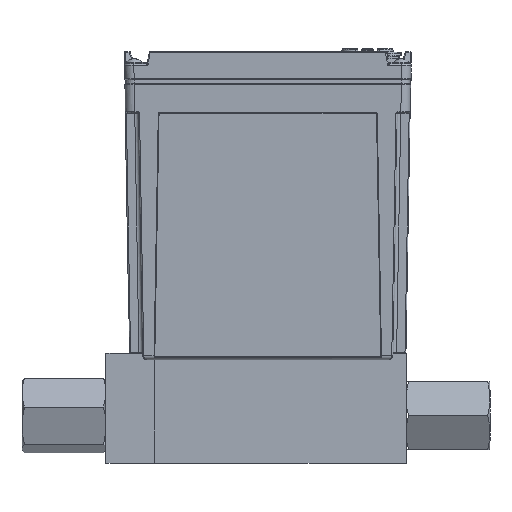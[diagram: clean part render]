
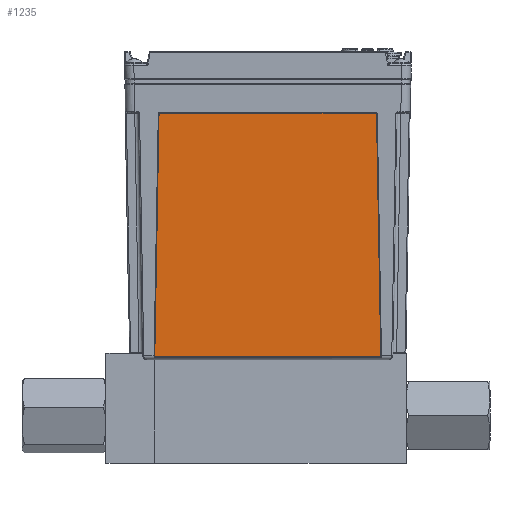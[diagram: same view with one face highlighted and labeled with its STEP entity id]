
A CAD part, top view. The second image highlights one B-rep face of the part: STEP entity #1235.
In plain terms, the highlighted planar face has unit normal (0, -0.018, 1).
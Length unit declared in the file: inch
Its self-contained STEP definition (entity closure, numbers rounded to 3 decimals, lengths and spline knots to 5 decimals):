
#342 = LINE ( 'NONE', #344, #27280 ) ;
#344 = CARTESIAN_POINT ( 'NONE',  ( -2.6965, 4.63895, 1.02987 ) ) ;
#345 = DIRECTION ( 'NONE',  ( -0.017, -1., -0.017 ) ) ;
#918 = EDGE_CURVE ( 'NONE', #35031, #34899, #342, .T. ) ;
#1235 = ADVANCED_FACE ( 'NONE', ( #37304 ), #37319, .T. ) ;
#1456 = EDGE_CURVE ( 'NONE', #35101, #34994, #8462, .T. ) ;
#1508 = VECTOR ( 'NONE', #36999, 39.37008 ) ;
#1683 = CIRCLE ( 'NONE', #1685, 0.02 ) ;
#1685 = AXIS2_PLACEMENT_3D ( 'NONE', #18522, #18499, #18543 ) ;
#2361 = AXIS2_PLACEMENT_3D ( 'NONE', #14880, #14377, #14702 ) ;
#2792 = ORIENTED_EDGE ( 'NONE', *, *, #9141, .T. ) ;
#2800 = ORIENTED_EDGE ( 'NONE', *, *, #9346, .T. ) ;
#3065 = ORIENTED_EDGE ( 'NONE', *, *, #918, .T. ) ;
#3196 = ORIENTED_EDGE ( 'NONE', *, *, #1456, .T. ) ;
#3221 = ORIENTED_EDGE ( 'NONE', *, *, #9031, .T. ) ;
#3239 = ORIENTED_EDGE ( 'NONE', *, *, #8916, .T. ) ;
#3247 = ORIENTED_EDGE ( 'NONE', *, *, #9452, .T. ) ;
#3271 = ORIENTED_EDGE ( 'NONE', *, *, #9705, .T. ) ;
#6245 = AXIS2_PLACEMENT_3D ( 'NONE', #20195, #20196, #20197 ) ;
#6439 = CIRCLE ( 'NONE', #6245, 0.02 ) ;
#8341 = AXIS2_PLACEMENT_3D ( 'NONE', #20053, #19707, #19496 ) ;
#8462 = CIRCLE ( 'NONE', #8341, 0.02 ) ;
#8916 = EDGE_CURVE ( 'NONE', #34899, #34945, #6439, .T. ) ;
#9031 = EDGE_CURVE ( 'NONE', #35007, #35101, #32193, .T. ) ;
#9141 = EDGE_CURVE ( 'NONE', #35069, #35007, #13221, .T. ) ;
#9346 = EDGE_CURVE ( 'NONE', #34945, #35069, #12120, .T. ) ;
#9452 = EDGE_CURVE ( 'NONE', #34994, #34956, #37548, .T. ) ;
#9705 = EDGE_CURVE ( 'NONE', #34956, #35031, #1683, .T. ) ;
#10001 = CARTESIAN_POINT ( 'NONE',  ( -2.76314, 0.82988, 0.96339 ) ) ;
#10067 = CARTESIAN_POINT ( 'NONE',  ( -2.74315, 0.80953, 0.96303 ) ) ;
#10076 = CARTESIAN_POINT ( 'NONE',  ( -2.67685, 4.63895, 1.02987 ) ) ;
#10133 = CARTESIAN_POINT ( 'NONE',  ( 0.70385, 4.63895, 1.02987 ) ) ;
#10150 = CARTESIAN_POINT ( 'NONE',  ( 0.79014, 0.82988, 0.96339 ) ) ;
#10183 = CARTESIAN_POINT ( 'NONE',  ( -2.69684, 4.6193, 1.02953 ) ) ;
#10239 = CARTESIAN_POINT ( 'NONE',  ( 0.77015, 0.80953, 0.96303 ) ) ;
#10282 = CARTESIAN_POINT ( 'NONE',  ( 0.72384, 4.6193, 1.02953 ) ) ;
#11387 = CARTESIAN_POINT ( 'NONE',  ( -2.7635, 0.80953, 0.96303 ) ) ;
#11469 = DIRECTION ( 'NONE',  ( 1., 0., 0. ) ) ;
#12120 = LINE ( 'NONE', #11387, #16608 ) ;
#13221 = CIRCLE ( 'NONE', #2361, 0.02 ) ;
#13265 = VECTOR ( 'NONE', #31549, 39.37008 ) ;
#14377 = DIRECTION ( 'NONE',  ( 0., -0.017, 1. ) ) ;
#14702 = DIRECTION ( 'NONE',  ( 1., 0., 0. ) ) ;
#14880 = CARTESIAN_POINT ( 'NONE',  ( 0.77015, 0.82953, 0.96338 ) ) ;
#16608 = VECTOR ( 'NONE', #11469, 39.37008 ) ;
#18499 = DIRECTION ( 'NONE',  ( 0., -0.017, 1. ) ) ;
#18522 = CARTESIAN_POINT ( 'NONE',  ( -2.67685, 4.61895, 1.02953 ) ) ;
#18543 = DIRECTION ( 'NONE',  ( 1., 0., 0. ) ) ;
#19496 = DIRECTION ( 'NONE',  ( 1., 0., 0. ) ) ;
#19707 = DIRECTION ( 'NONE',  ( 0., -0.017, 1. ) ) ;
#20053 = CARTESIAN_POINT ( 'NONE',  ( 0.70385, 4.61895, 1.02953 ) ) ;
#20195 = CARTESIAN_POINT ( 'NONE',  ( -2.74315, 0.82953, 0.96338 ) ) ;
#20196 = DIRECTION ( 'NONE',  ( 0., -0.017, 1. ) ) ;
#20197 = DIRECTION ( 'NONE',  ( 1., 0., 0. ) ) ;
#27280 = VECTOR ( 'NONE', #345, 39.37008 ) ;
#27920 = AXIS2_PLACEMENT_3D ( 'NONE', #37320, #37321, #37322 ) ;
#30951 = CARTESIAN_POINT ( 'NONE',  ( 0.7905, 0.80953, 0.96303 ) ) ;
#31549 = DIRECTION ( 'NONE',  ( -0.017, 1., 0.017 ) ) ;
#31788 = EDGE_LOOP ( 'NONE', ( #2800, #2792, #3221, #3196, #3247, #3271, #3065, #3239 ) ) ;
#32193 = LINE ( 'NONE', #30951, #13265 ) ;
#34899 = VERTEX_POINT ( 'NONE', #10001 ) ;
#34945 = VERTEX_POINT ( 'NONE', #10067 ) ;
#34956 = VERTEX_POINT ( 'NONE', #10076 ) ;
#34994 = VERTEX_POINT ( 'NONE', #10133 ) ;
#35007 = VERTEX_POINT ( 'NONE', #10150 ) ;
#35031 = VERTEX_POINT ( 'NONE', #10183 ) ;
#35069 = VERTEX_POINT ( 'NONE', #10239 ) ;
#35101 = VERTEX_POINT ( 'NONE', #10282 ) ;
#36999 = DIRECTION ( 'NONE',  ( -1., 0., 0. ) ) ;
#37304 = FACE_OUTER_BOUND ( 'NONE', #31788, .T. ) ;
#37319 = PLANE ( 'NONE',  #27920 ) ;
#37320 = CARTESIAN_POINT ( 'NONE',  ( -0.9865, 4.63895, 1.02987 ) ) ;
#37321 = DIRECTION ( 'NONE',  ( 0., -0.017, 1. ) ) ;
#37322 = DIRECTION ( 'NONE',  ( 1., 0., 0. ) ) ;
#37548 = LINE ( 'NONE', #37684, #1508 ) ;
#37684 = CARTESIAN_POINT ( 'NONE',  ( 0.7235, 4.63895, 1.02987 ) ) ;
